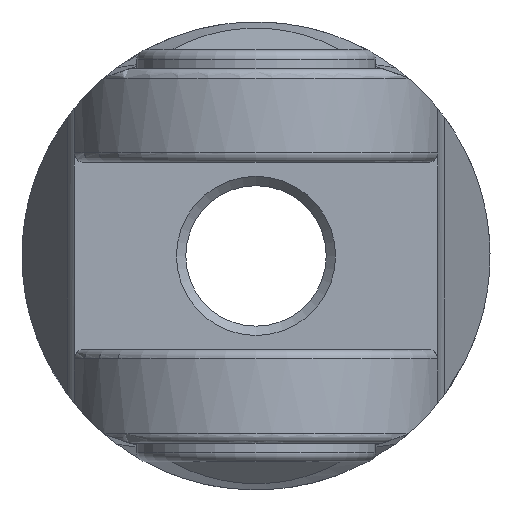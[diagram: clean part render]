
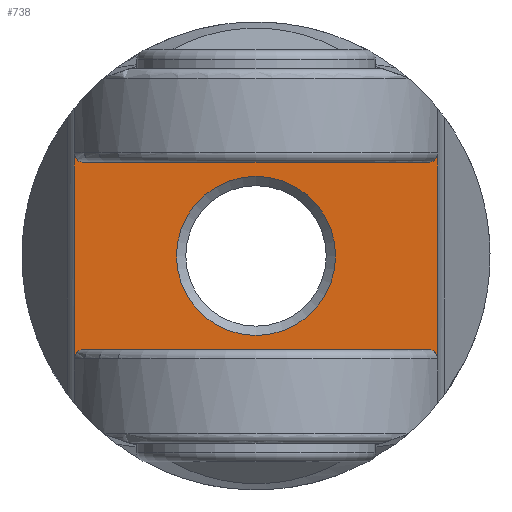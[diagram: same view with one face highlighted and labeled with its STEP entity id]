
A CAD part, front view. The second image highlights one B-rep face of the part: STEP entity #738.
In plain terms, the highlighted planar face has unit normal (0, -1, 0).
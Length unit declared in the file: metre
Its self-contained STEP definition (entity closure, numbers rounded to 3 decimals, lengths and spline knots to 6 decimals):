
#31=PLANE('',#811);
#56=CIRCLE('',#812,0.0085);
#57=CIRCLE('',#813,0.001);
#58=CIRCLE('',#814,0.001);
#59=CIRCLE('',#815,0.001);
#60=CIRCLE('',#816,0.001);
#162=ORIENTED_EDGE('',*,*,#374,.T.);
#163=ORIENTED_EDGE('',*,*,#375,.F.);
#164=ORIENTED_EDGE('',*,*,#376,.T.);
#165=ORIENTED_EDGE('',*,*,#359,.T.);
#166=ORIENTED_EDGE('',*,*,#377,.T.);
#167=ORIENTED_EDGE('',*,*,#378,.T.);
#168=ORIENTED_EDGE('',*,*,#379,.T.);
#169=ORIENTED_EDGE('',*,*,#357,.F.);
#170=ORIENTED_EDGE('',*,*,#380,.T.);
#357=EDGE_CURVE('',#463,#464,#512,.T.);
#359=EDGE_CURVE('',#465,#466,#514,.T.);
#374=EDGE_CURVE('',#480,#480,#56,.F.);
#375=EDGE_CURVE('',#481,#482,#523,.T.);
#376=EDGE_CURVE('',#481,#465,#57,.F.);
#377=EDGE_CURVE('',#466,#483,#58,.F.);
#378=EDGE_CURVE('',#483,#484,#524,.T.);
#379=EDGE_CURVE('',#484,#464,#59,.F.);
#380=EDGE_CURVE('',#463,#482,#60,.F.);
#463=VERTEX_POINT('',#1203);
#464=VERTEX_POINT('',#1205);
#465=VERTEX_POINT('',#1209);
#466=VERTEX_POINT('',#1210);
#480=VERTEX_POINT('',#1242);
#481=VERTEX_POINT('',#1244);
#482=VERTEX_POINT('',#1245);
#483=VERTEX_POINT('',#1248);
#484=VERTEX_POINT('',#1250);
#512=LINE('',#1204,#552);
#514=LINE('',#1208,#554);
#523=LINE('',#1243,#563);
#524=LINE('',#1249,#564);
#552=VECTOR('',#893,1.);
#554=VECTOR('',#897,1.);
#563=VECTOR('',#926,1.);
#564=VECTOR('',#931,1.);
#593=EDGE_LOOP('',(#162));
#594=EDGE_LOOP('',(#163,#164,#165,#166,#167,#168,#169,#170));
#661=FACE_BOUND('',#593,.T.);
#662=FACE_BOUND('',#594,.T.);
#738=ADVANCED_FACE('',(#661,#662),#31,.T.);
#811=AXIS2_PLACEMENT_3D('',#1240,#922,#923);
#812=AXIS2_PLACEMENT_3D('',#1241,#924,#925);
#813=AXIS2_PLACEMENT_3D('',#1246,#927,#928);
#814=AXIS2_PLACEMENT_3D('',#1247,#929,#930);
#815=AXIS2_PLACEMENT_3D('',#1251,#932,#933);
#816=AXIS2_PLACEMENT_3D('',#1252,#934,#935);
#893=DIRECTION('',(1.,0.,0.));
#897=DIRECTION('',(1.,0.,0.));
#922=DIRECTION('',(0.,-1.,0.));
#923=DIRECTION('',(0.,0.,-1.));
#924=DIRECTION('',(0.,-1.,0.));
#925=DIRECTION('',(0.,0.,-1.));
#926=DIRECTION('',(0.,0.,1.));
#927=DIRECTION('',(0.,-1.,0.));
#928=DIRECTION('',(0.,0.,-1.));
#929=DIRECTION('',(0.,-1.,0.));
#930=DIRECTION('',(0.,0.,-1.));
#931=DIRECTION('',(0.,0.,1.));
#932=DIRECTION('',(0.,-1.,0.));
#933=DIRECTION('',(0.,0.,-1.));
#934=DIRECTION('',(0.,-1.,0.));
#935=DIRECTION('',(0.,0.,-1.));
#1203=CARTESIAN_POINT('',(-0.018413,-0.03,0.01));
#1204=CARTESIAN_POINT('',(-0.103088,-0.03,0.01));
#1205=CARTESIAN_POINT('',(0.018413,-0.03,0.01));
#1208=CARTESIAN_POINT('',(-0.103088,-0.03,-0.01));
#1209=CARTESIAN_POINT('',(-0.018413,-0.03,-0.01));
#1210=CARTESIAN_POINT('',(0.018413,-0.03,-0.01));
#1240=CARTESIAN_POINT('',(-0.103088,-0.03,0.005));
#1241=CARTESIAN_POINT('',(0.,-0.03,0.));
#1242=CARTESIAN_POINT('',(0.,-0.03,-0.0085));
#1243=CARTESIAN_POINT('',(-0.019413,-0.03,0.005));
#1244=CARTESIAN_POINT('',(-0.019413,-0.03,-0.011));
#1245=CARTESIAN_POINT('',(-0.019413,-0.03,0.011));
#1246=CARTESIAN_POINT('',(-0.018413,-0.03,-0.011));
#1247=CARTESIAN_POINT('',(0.018413,-0.03,-0.011));
#1248=CARTESIAN_POINT('',(0.019413,-0.03,-0.011));
#1249=CARTESIAN_POINT('',(0.019413,-0.03,0.005));
#1250=CARTESIAN_POINT('',(0.019413,-0.03,0.011));
#1251=CARTESIAN_POINT('',(0.018413,-0.03,0.011));
#1252=CARTESIAN_POINT('',(-0.018413,-0.03,0.011));
